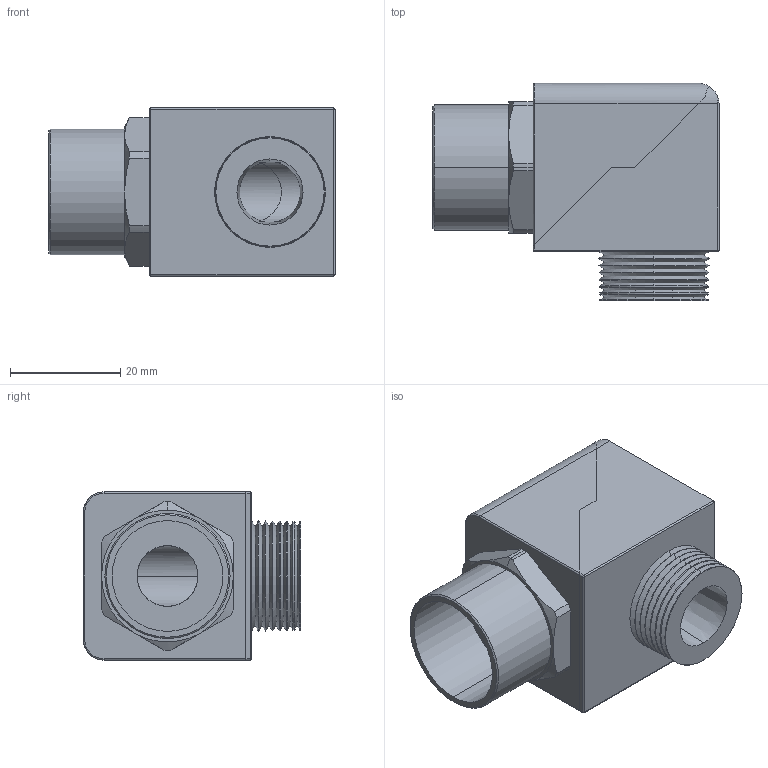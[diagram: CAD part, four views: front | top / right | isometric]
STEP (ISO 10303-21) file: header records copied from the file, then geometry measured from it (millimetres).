
FILE_DESCRIPTION (( 'STEP AP214' ), '1' );
FILE_NAME ('EM20MA-BK.STEP', '2007-12-24T02:45:14', ( '*' ), ( '' ), 'SwSTEP 2.0', 'SolidWorks 2007', '' );
FILE_SCHEMA (( 'AUTOMOTIVE_DESIGN' ));
Length unit declared in the file: inch
Products named in the file (1): EM20MA-BK
Bounding box: 51.82 x 39.37 x 30.48 mm (x, y, z)
Volume: 31945.2 mm3; surface area: 13175 mm2
Topology: 2 solids, 2 shells, 126 faces, 293 edges, 173 vertices
Faces by surface type: cone 57, cylinder 34, plane 31, sphere 2, torus 2
Entity records: 3656 total; most frequent: CARTESIAN_POINT 781, DIRECTION 604, ORIENTED_EDGE 582, EDGE_CURVE 291, AXIS2_PLACEMENT_3D 232, VERTEX_POINT 173, VECTOR 140, LINE 140
